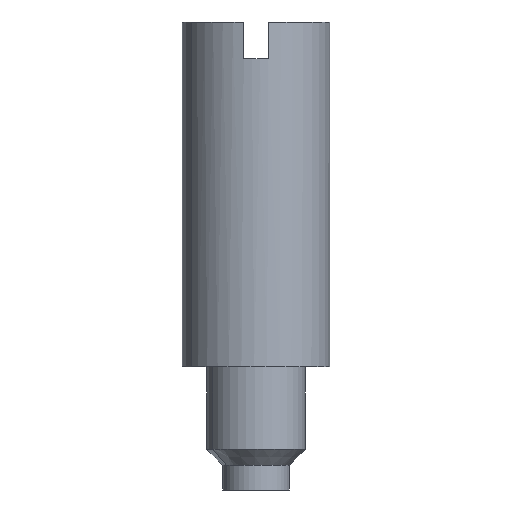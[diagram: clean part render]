
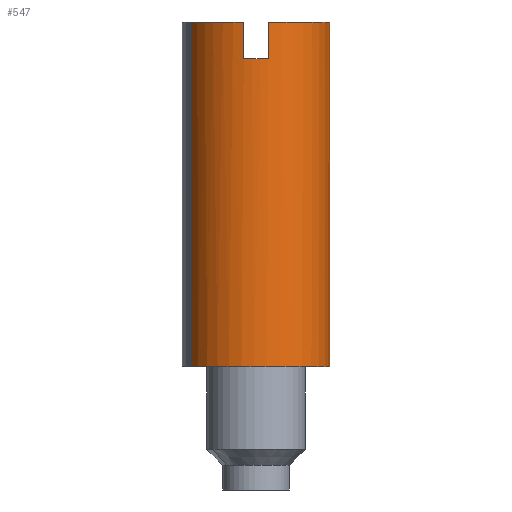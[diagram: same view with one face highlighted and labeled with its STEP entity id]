
A CAD part, front view. The second image highlights one B-rep face of the part: STEP entity #547.
In plain terms, the highlighted cylindrical face has radius 3 mm (diameter 6 mm), a partial arc.
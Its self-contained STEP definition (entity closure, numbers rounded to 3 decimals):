
#405=AXIS2_PLACEMENT_3D('Circle Axis2P3D',#403,#404,$) ;
#426=AXIS2_PLACEMENT_3D('Circle Axis2P3D',#424,#425,$) ;
#462=AXIS2_PLACEMENT_3D('Cylinder Axis2P3D',#459,#460,#461) ;
#515=AXIS2_PLACEMENT_3D('Circle Axis2P3D',#513,#514,$) ;
#527=AXIS2_PLACEMENT_3D('Circle Axis2P3D',#525,#526,$) ;
#400=CARTESIAN_POINT('Vertex',(0.367,1.562,19.)) ;
#403=CARTESIAN_POINT('Axis2P3D Location',(3.,3.,19.)) ;
#407=CARTESIAN_POINT('Vertex',(2.5,0.042,19.)) ;
#424=CARTESIAN_POINT('Axis2P3D Location',(3.,3.,19.)) ;
#428=CARTESIAN_POINT('Vertex',(3.5,0.042,19.)) ;
#430=CARTESIAN_POINT('Vertex',(5.633,4.438,19.)) ;
#459=CARTESIAN_POINT('Axis2P3D Location',(3.,3.,9.5)) ;
#464=CARTESIAN_POINT('Line Origine',(5.633,4.438,12.)) ;
#468=CARTESIAN_POINT('Vertex',(5.633,4.438,5.)) ;
#475=CARTESIAN_POINT('Vertex',(0.367,1.562,5.)) ;
#478=CARTESIAN_POINT('Line Origine',(0.367,1.562,12.)) ;
#513=CARTESIAN_POINT('Axis2P3D Location',(3.,3.,5.)) ;
#518=CARTESIAN_POINT('Line Origine',(3.5,0.042,12.)) ;
#522=CARTESIAN_POINT('Vertex',(3.5,0.042,17.5)) ;
#525=CARTESIAN_POINT('Axis2P3D Location',(3.,3.,17.5)) ;
#529=CARTESIAN_POINT('Vertex',(2.5,0.042,17.5)) ;
#532=CARTESIAN_POINT('Line Origine',(2.5,0.042,12.)) ;
#404=DIRECTION('Axis2P3D Direction',(-0.,0.,1.)) ;
#425=DIRECTION('Axis2P3D Direction',(-0.,0.,1.)) ;
#460=DIRECTION('Axis2P3D Direction',(-0.,0.,1.)) ;
#461=DIRECTION('Axis2P3D XDirection',(0.878,0.479,0.)) ;
#465=DIRECTION('Vector Direction',(0.,0.,1.)) ;
#479=DIRECTION('Vector Direction',(0.,0.,1.)) ;
#514=DIRECTION('Axis2P3D Direction',(-0.,0.,1.)) ;
#519=DIRECTION('Vector Direction',(0.,0.,1.)) ;
#526=DIRECTION('Axis2P3D Direction',(-0.,0.,1.)) ;
#533=DIRECTION('Vector Direction',(0.,0.,1.)) ;
#466=VECTOR('Line Direction',#465,1.) ;
#480=VECTOR('Line Direction',#479,1.) ;
#520=VECTOR('Line Direction',#519,1.) ;
#534=VECTOR('Line Direction',#533,1.) ;
#538=ORIENTED_EDGE('',*,*,#409,.F.) ;
#539=ORIENTED_EDGE('',*,*,#482,.F.) ;
#540=ORIENTED_EDGE('',*,*,#517,.T.) ;
#541=ORIENTED_EDGE('',*,*,#470,.T.) ;
#542=ORIENTED_EDGE('',*,*,#432,.F.) ;
#543=ORIENTED_EDGE('',*,*,#524,.T.) ;
#544=ORIENTED_EDGE('',*,*,#531,.T.) ;
#545=ORIENTED_EDGE('',*,*,#536,.F.) ;
#547=ADVANCED_FACE('K\X2\00F6\X0\rper.3',(#546),#463,.T.) ;
#406=CIRCLE('generated circle',#405,3.) ;
#427=CIRCLE('generated circle',#426,3.) ;
#516=CIRCLE('generated circle',#515,3.) ;
#528=CIRCLE('generated circle',#527,3.) ;
#463=CYLINDRICAL_SURFACE('generated cylinder',#462,3.) ;
#409=EDGE_CURVE('',#401,#408,#406,.T.) ;
#432=EDGE_CURVE('',#429,#431,#427,.T.) ;
#470=EDGE_CURVE('',#469,#431,#467,.T.) ;
#482=EDGE_CURVE('',#476,#401,#481,.T.) ;
#517=EDGE_CURVE('',#476,#469,#516,.T.) ;
#524=EDGE_CURVE('',#429,#523,#521,.F.) ;
#531=EDGE_CURVE('',#523,#530,#528,.F.) ;
#536=EDGE_CURVE('',#408,#530,#535,.F.) ;
#537=EDGE_LOOP('',(#538,#539,#540,#541,#542,#543,#544,#545)) ;
#546=FACE_OUTER_BOUND('',#537,.T.) ;
#467=LINE('Line',#464,#466) ;
#481=LINE('Line',#478,#480) ;
#521=LINE('Line',#518,#520) ;
#535=LINE('Line',#532,#534) ;
#401=VERTEX_POINT('',#400) ;
#408=VERTEX_POINT('',#407) ;
#429=VERTEX_POINT('',#428) ;
#431=VERTEX_POINT('',#430) ;
#469=VERTEX_POINT('',#468) ;
#476=VERTEX_POINT('',#475) ;
#523=VERTEX_POINT('',#522) ;
#530=VERTEX_POINT('',#529) ;
